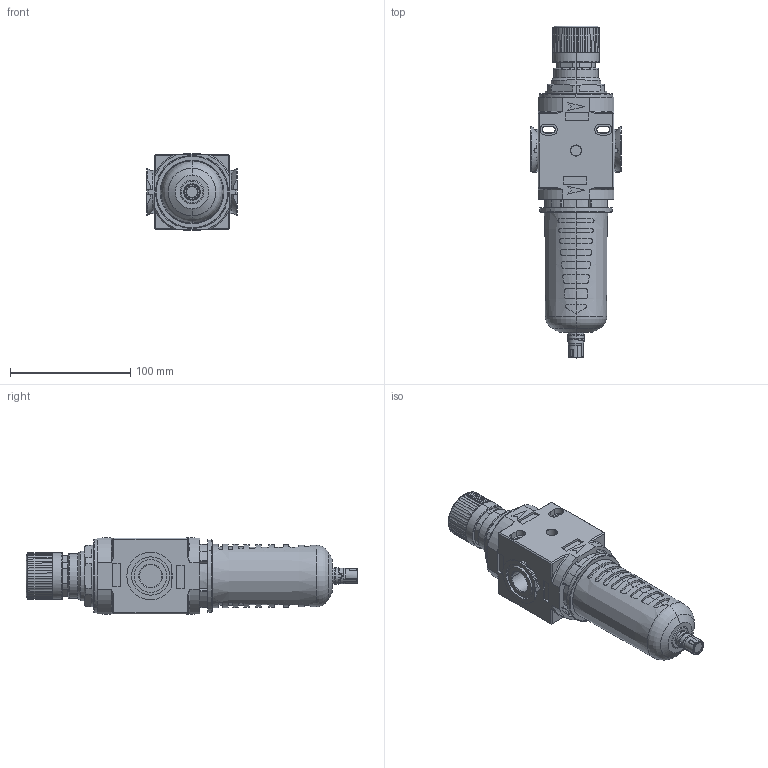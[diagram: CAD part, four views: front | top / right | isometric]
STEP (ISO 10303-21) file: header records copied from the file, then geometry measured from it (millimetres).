
FILE_DESCRIPTION(('STEP AP214'),'1');
FILE_NAME('075 FR PE SS.stp','2020-03-18T11:12:57',(' '),(' '),'Spatial InterOp 3D',' ',' ');
FILE_SCHEMA(('AUTOMOTIVE_DESIGN { 1 0 10303 214 1 1 1 1 }'));
Length unit declared in the file: metre
Products named in the file (1): Solido
Bounding box: 75.6 x 276.3 x 63.6 mm (x, y, z)
Volume: 624292.5 mm3; surface area: 73060.8 mm2
Topology: 1 solids, 1 shells, 1280 faces, 3364 edges, 2135 vertices
Faces by surface type: plane 597, cylinder 333, cone 148, torus 78, extrusion 54, bspline 46, sphere 24
Entity records: 43539 total; most frequent: CARTESIAN_POINT 11726, ORIENTED_EDGE 6708, DIRECTION 6705, EDGE_CURVE 3354, AXIS2_PLACEMENT_3D 2473, VERTEX_POINT 2135, VECTOR 1759, LINE 1705
